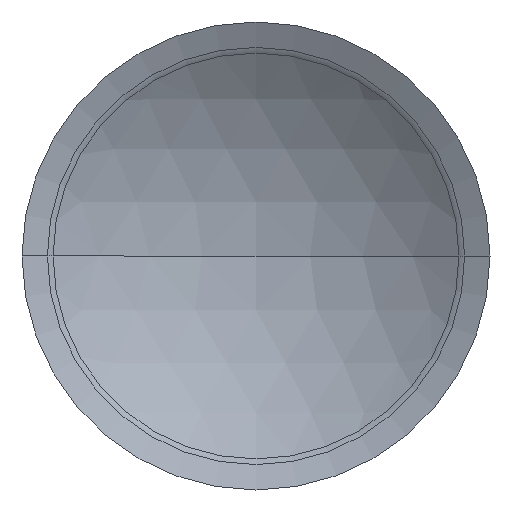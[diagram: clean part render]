
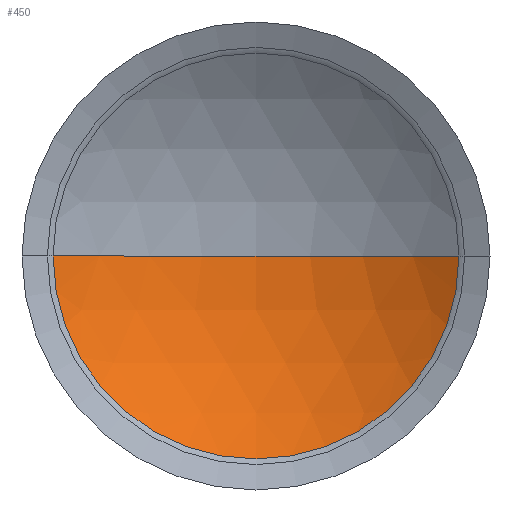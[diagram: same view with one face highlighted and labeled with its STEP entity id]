
A CAD part, front view. The second image highlights one B-rep face of the part: STEP entity #450.
In plain terms, the highlighted spherical face has radius 55 mm.
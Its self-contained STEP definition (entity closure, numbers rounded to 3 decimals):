
#16 = VERTEX_POINT ( 'NONE', #516 ) ;
#18 = DIRECTION ( 'NONE',  ( -1., 0., 0. ) ) ;
#21 = EDGE_CURVE ( 'NONE', #16, #308, #373, .T. ) ;
#28 = ORIENTED_EDGE ( 'NONE', *, *, #21, .F. ) ;
#91 = AXIS2_PLACEMENT_3D ( 'NONE', #270, #511, #18 ) ;
#121 = EDGE_LOOP ( 'NONE', ( #28, #415, #534 ) ) ;
#127 = VERTEX_POINT ( 'NONE', #371 ) ;
#163 = CARTESIAN_POINT ( 'NONE',  ( 0., -42., 0. ) ) ;
#190 = DIRECTION ( 'NONE',  ( 1., 0., 0. ) ) ;
#207 = CIRCLE ( 'NONE', #569, 32.522 ) ;
#270 = CARTESIAN_POINT ( 'NONE',  ( 0., -42., 0. ) ) ;
#273 = CIRCLE ( 'NONE', #634, 55. ) ;
#287 = DIRECTION ( 'NONE',  ( 0., -1., 0. ) ) ;
#292 = FACE_OUTER_BOUND ( 'NONE', #121, .T. ) ;
#308 = VERTEX_POINT ( 'NONE', #518 ) ;
#345 = CARTESIAN_POINT ( 'NONE',  ( 0., -42., 0. ) ) ;
#353 = DIRECTION ( 'NONE',  ( 1., 0., 0. ) ) ;
#371 = CARTESIAN_POINT ( 'NONE',  ( -32.522, 2.355, 0. ) ) ;
#373 = CIRCLE ( 'NONE', #91, 55. ) ;
#396 = EDGE_CURVE ( 'NONE', #127, #308, #207, .T. ) ;
#415 = ORIENTED_EDGE ( 'NONE', *, *, #638, .T. ) ;
#429 = DIRECTION ( 'NONE',  ( 1., 0., 0. ) ) ;
#450 = ADVANCED_FACE ( 'NONE', ( #292 ), #639, .F. ) ;
#483 = AXIS2_PLACEMENT_3D ( 'NONE', #345, #548, #190 ) ;
#511 = DIRECTION ( 'NONE',  ( 0., 0., -1. ) ) ;
#516 = CARTESIAN_POINT ( 'NONE',  ( 0., 13., 0. ) ) ;
#518 = CARTESIAN_POINT ( 'NONE',  ( 32.522, 2.355, 0. ) ) ;
#534 = ORIENTED_EDGE ( 'NONE', *, *, #396, .T. ) ;
#548 = DIRECTION ( 'NONE',  ( 0., 0., 1. ) ) ;
#560 = DIRECTION ( 'NONE',  ( 0., 0., 1. ) ) ;
#569 = AXIS2_PLACEMENT_3D ( 'NONE', #574, #287, #429 ) ;
#574 = CARTESIAN_POINT ( 'NONE',  ( 0., 2.355, 0. ) ) ;
#634 = AXIS2_PLACEMENT_3D ( 'NONE', #163, #560, #353 ) ;
#638 = EDGE_CURVE ( 'NONE', #16, #127, #273, .T. ) ;
#639 = SPHERICAL_SURFACE ( 'NONE', #483, 55. ) ;
